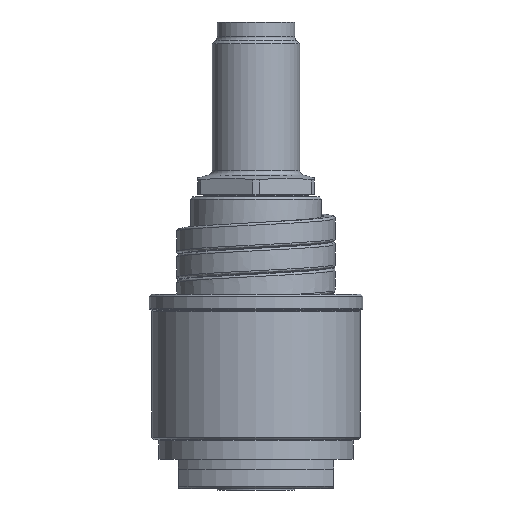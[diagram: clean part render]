
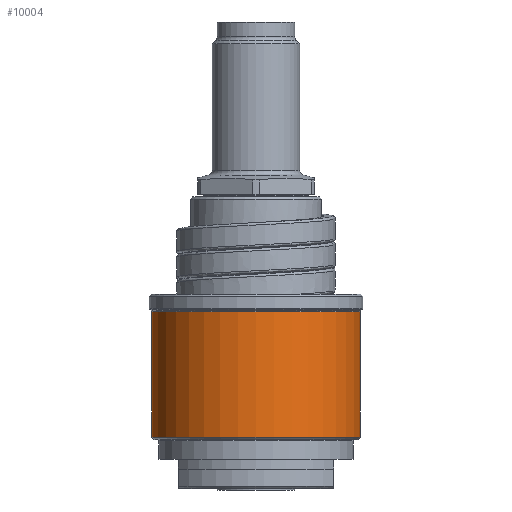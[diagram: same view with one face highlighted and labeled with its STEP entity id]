
A CAD part, front view. The second image highlights one B-rep face of the part: STEP entity #10004.
In plain terms, the highlighted cylindrical face has radius 21.5 mm (diameter 43 mm), a partial arc.
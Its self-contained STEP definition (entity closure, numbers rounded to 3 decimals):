
#3038=CARTESIAN_POINT('',(0.,0.,10.583));
#3039=DIRECTION('',(0.,0.,1.));
#3040=DIRECTION('',(-1.,0.,0.));
#3041=AXIS2_PLACEMENT_3D('',#3038,#3039,#3040);
#3043=DIRECTION('',(0.,0.,-1.));
#3044=VECTOR('',#3043,25.834);
#3045=CARTESIAN_POINT('',(-21.5,0.,36.417));
#3046=LINE('',#3045,#3044);
#3047=CARTESIAN_POINT('',(0.,0.,36.417));
#3048=DIRECTION('',(0.,0.,1.));
#3049=DIRECTION('',(-1.,0.,0.));
#3050=AXIS2_PLACEMENT_3D('',#3047,#3048,#3049);
#3052=DIRECTION('',(0.,0.,-1.));
#3053=VECTOR('',#3052,25.834);
#3054=CARTESIAN_POINT('',(21.5,0.,36.417));
#3055=LINE('',#3054,#3053);
#5793=CARTESIAN_POINT('',(21.5,0.,36.417));
#5794=CARTESIAN_POINT('',(-21.5,0.,36.417));
#5795=VERTEX_POINT('',#5793);
#5796=VERTEX_POINT('',#5794);
#5819=CARTESIAN_POINT('',(21.5,0.,10.583));
#5820=VERTEX_POINT('',#5819);
#5821=CARTESIAN_POINT('',(-21.5,0.,10.583));
#5822=VERTEX_POINT('',#5821);
#9992=CARTESIAN_POINT('',(0.,0.,8.5));
#9993=DIRECTION('',(0.,0.,1.));
#9994=DIRECTION('',(-1.,0.,0.));
#9995=AXIS2_PLACEMENT_3D('',#9992,#9993,#9994);
#9996=CYLINDRICAL_SURFACE('',#9995,21.5);
#9997=ORIENTED_EDGE('',*,*,#7963,.F.);
#9998=ORIENTED_EDGE('',*,*,#7944,.F.);
#10000=ORIENTED_EDGE('',*,*,#9999,.T.);
#10001=ORIENTED_EDGE('',*,*,#7940,.T.);
#10002=EDGE_LOOP('',(#9997,#9998,#10000,#10001));
#10003=FACE_OUTER_BOUND('',#10002,.F.);
#3042=CIRCLE('',#3041,21.5);
#3051=CIRCLE('',#3050,21.5);
#7940=EDGE_CURVE('',#5795,#5820,#3055,.T.);
#7944=EDGE_CURVE('',#5796,#5822,#3046,.T.);
#7963=EDGE_CURVE('',#5822,#5820,#3042,.T.);
#9999=EDGE_CURVE('',#5796,#5795,#3051,.T.);
#10004=ADVANCED_FACE('',(#10003),#9996,.T.);
